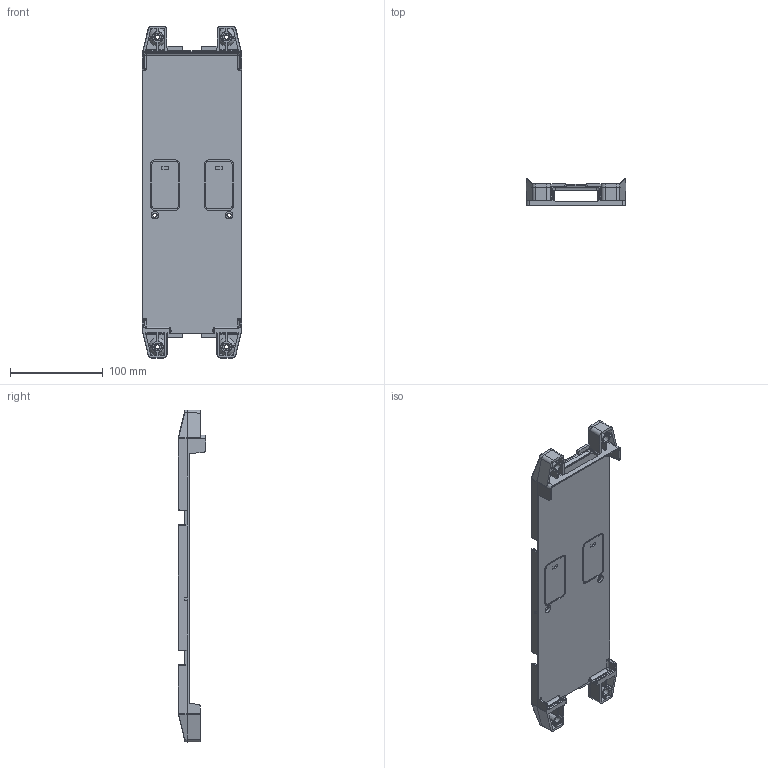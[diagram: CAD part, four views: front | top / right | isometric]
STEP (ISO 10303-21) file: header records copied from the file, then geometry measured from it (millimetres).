
FILE_DESCRIPTION (( 'STEP AP203' ), '1' );
FILE_NAME ('Halteplatte.STEP', '2013-11-20T11:09:07', ( 'admin' ), ( 'Hewlett-Packard Company' ), 'SwSTEP 2.0', 'SolidWorks 2012', '' );
FILE_SCHEMA (( 'CONFIG_CONTROL_DESIGN' ));
Length unit declared in the file: millimetre
Products named in the file (1): Halteplatte
Bounding box: 107.83 x 29.8 x 358 mm (x, y, z)
Volume: 139013.9 mm3; surface area: 105482.5 mm2
Topology: 1 solids, 1 shells, 630 faces, 1703 edges, 1089 vertices
Faces by surface type: plane 244, cylinder 190, bspline 76, cone 71, sphere 29, torus 20
Entity records: 21806 total; most frequent: CARTESIAN_POINT 7110, ORIENTED_EDGE 3390, DIRECTION 2707, EDGE_CURVE 1695, VERTEX_POINT 1089, AXIS2_PLACEMENT_3D 941, LINE 825, VECTOR 825
